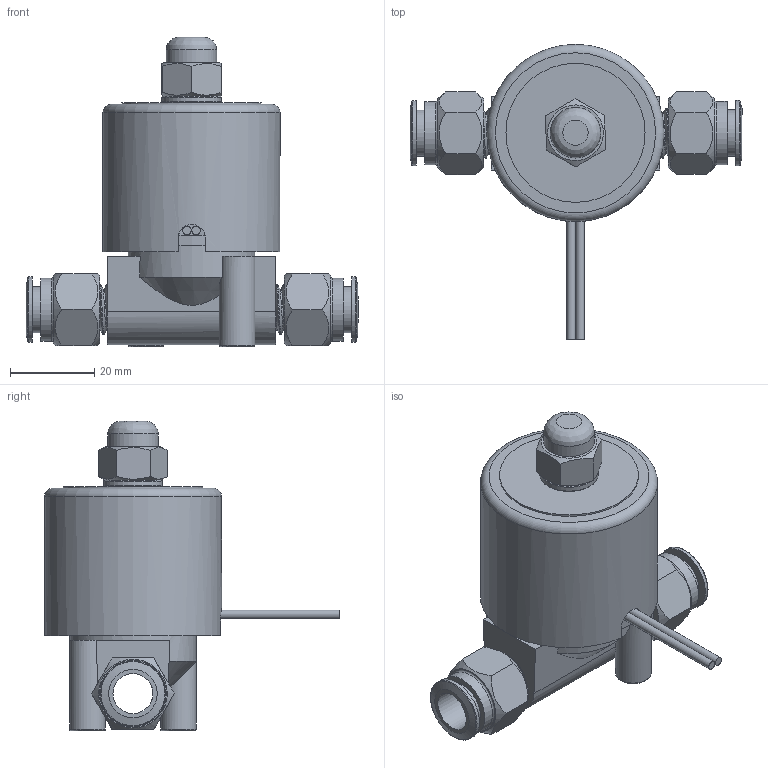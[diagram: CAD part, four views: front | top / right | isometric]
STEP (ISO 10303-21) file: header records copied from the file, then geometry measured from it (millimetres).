
FILE_DESCRIPTION(/* description */ (''),/* implementation_level */ '2;1');
FILE_NAME(/* name */ 'US Solid 12V Valve v4.step',/* time_stamp */ '2020-09-29T13:43:04+02:00',/* author */ (''),/* organization */ (''),/* preprocessor_version */ 'ST-DEVELOPER v18.1',/* originating_system */ 'Autodesk Translation Framework v9.3.0.1241',/* authorisation */ '');
FILE_SCHEMA (('AUTOMOTIVE_DESIGN { 1 0 10303 214 3 1 1 }'));
Length unit declared in the file: millimetre
Products named in the file (3): US Solid 12V Valve; 12V Valve; 3/8 Threaded Connection
Assembly tree (3 placements, depth 2):
  US Solid 12V Valve
    12V Valve
    3/8 Threaded Connection  x2
Bounding box: 78.74 x 70 x 73.4 mm (x, y, z)
Volume: 30909.4 mm3; surface area: 27986.6 mm2
Topology: 7 solids, 7 shells, 318 faces, 880 edges, 588 vertices
Faces by surface type: cylinder 227, plane 60, bspline 11, torus 10, cone 10
Full cylindrical faces by diameter (mm): 2.053 x2, 3.332 x32, 4.109 x12, 8.5 x2, 9.5 x2, 9.836 x10, 10.274 x22, 11 x2, 11.834 x10, 12 x3, 12.226 x22, 14 x1, 15 x2, 15.5 x2, 30 x1, 33 x1, 40 x2, 42 x1
Entity records: 23125 total; most frequent: CARTESIAN_POINT 16585, ORIENTED_EDGE 1572, DIRECTION 995, EDGE_CURVE 786, VERTEX_POINT 526, B_SPLINE_CURVE_WITH_KNOTS 419, AXIS2_PLACEMENT_3D 378, EDGE_LOOP 294
